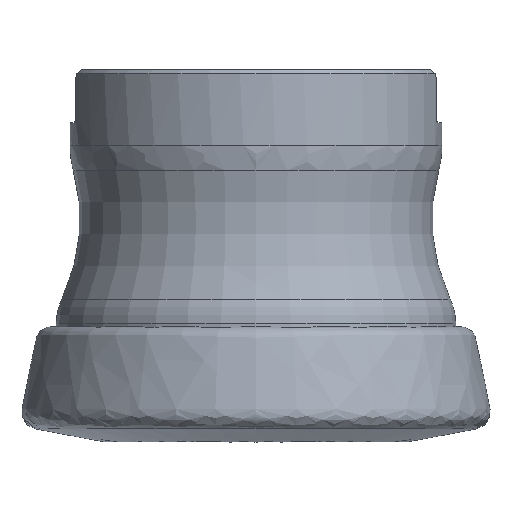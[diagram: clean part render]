
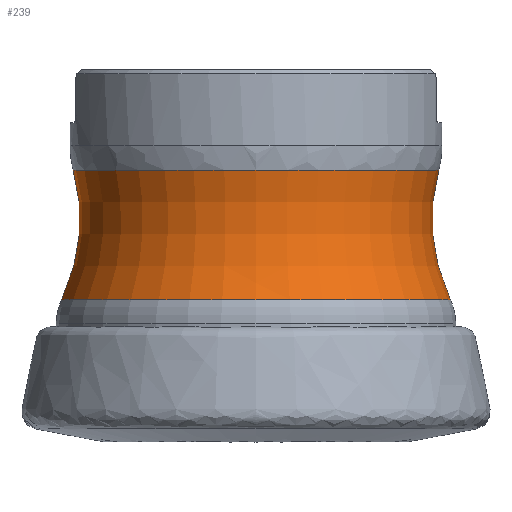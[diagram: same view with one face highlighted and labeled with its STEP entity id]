
A CAD part, left-side view. The second image highlights one B-rep face of the part: STEP entity #239.
In plain terms, the highlighted toroidal (fillet/blend) face has major radius 48.665 mm and minor radius 25 mm.
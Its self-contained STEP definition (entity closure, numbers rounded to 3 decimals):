
#92=TOROIDAL_SURFACE('',#848,48.665,25.);
#239=ADVANCED_FACE('',(#292,#293),#92,.F.);
#292=FACE_BOUND('',#350,.T.);
#293=FACE_BOUND('',#351,.T.);
#350=EDGE_LOOP('',(#469));
#351=EDGE_LOOP('',(#470));
#469=ORIENTED_EDGE('',*,*,#650,.T.);
#470=ORIENTED_EDGE('',*,*,#651,.T.);
#579=VERTEX_POINT('',#1425);
#580=VERTEX_POINT('',#1427);
#650=EDGE_CURVE('',#579,#579,#685,.T.);
#651=EDGE_CURVE('',#580,#580,#686,.T.);
#685=CIRCLE('',#846,24.555);
#686=CIRCLE('',#847,26.115);
#846=AXIS2_PLACEMENT_3D('',#1424,#1016,#1017);
#847=AXIS2_PLACEMENT_3D('',#1426,#1018,#1019);
#848=AXIS2_PLACEMENT_3D('',#1428,#1020,#1021);
#1016=DIRECTION('',(0.,0.,-1.));
#1017=DIRECTION('',(1.,0.,0.));
#1018=DIRECTION('',(0.,0.,1.));
#1019=DIRECTION('',(-1.,0.,0.));
#1020=DIRECTION('',(0.,0.,1.));
#1021=DIRECTION('',(-1.,0.,0.));
#1424=CARTESIAN_POINT('',(0.,0.,-13.449));
#1425=CARTESIAN_POINT('',(24.555,0.,-13.449));
#1426=CARTESIAN_POINT('',(0.,0.,-30.852));
#1427=CARTESIAN_POINT('',(-26.115,0.,-30.852));
#1428=CARTESIAN_POINT('',(0.,0.,-20.059));
